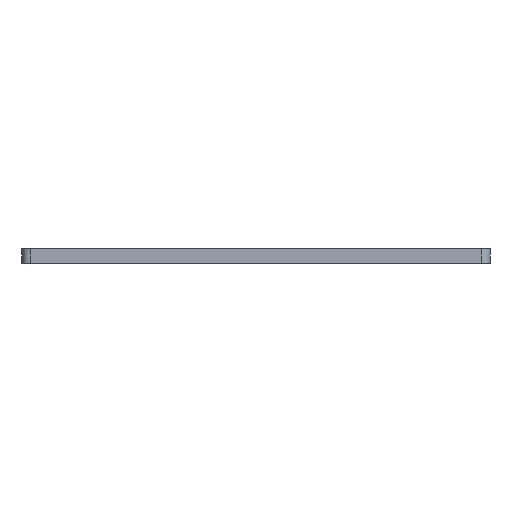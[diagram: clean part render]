
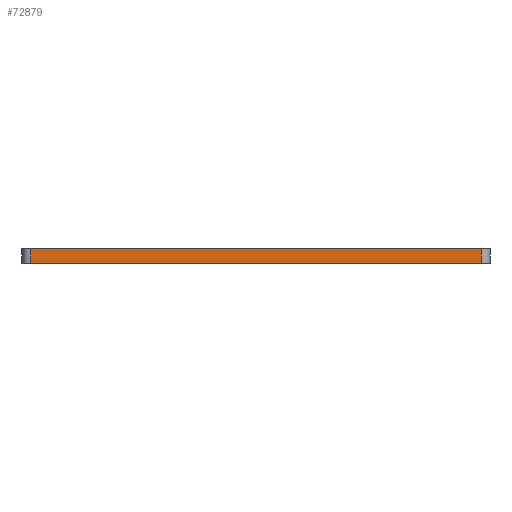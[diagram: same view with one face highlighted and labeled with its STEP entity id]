
A CAD part, left-side view. The second image highlights one B-rep face of the part: STEP entity #72879.
In plain terms, the highlighted planar face has unit normal (-1, 0, 0).
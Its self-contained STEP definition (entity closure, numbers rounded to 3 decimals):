
#1067=PLANE('',#73080);
#4825=FACE_OUTER_BOUND('',#9454,.T.);
#9454=EDGE_LOOP('',(#65523,#65524,#65525,#65526));
#10119=LINE('',#86160,#14118);
#10133=LINE('',#102764,#14132);
#13454=LINE('',#149125,#17453);
#13455=LINE('',#149127,#17454);
#14118=VECTOR('',#74060,10.);
#14132=VECTOR('',#74100,10.);
#17453=VECTOR('',#77445,10.);
#17454=VECTOR('',#77448,10.);
#25414=VERTEX_POINT('',#86154);
#25415=VERTEX_POINT('',#86159);
#28743=VERTEX_POINT('',#102758);
#28744=VERTEX_POINT('',#102763);
#33254=EDGE_CURVE('',#25414,#25415,#10119,.T.);
#36583=EDGE_CURVE('',#28743,#28744,#10133,.T.);
#43216=EDGE_CURVE('',#28743,#25415,#13454,.T.);
#43217=EDGE_CURVE('',#28744,#25414,#13455,.T.);
#65523=ORIENTED_EDGE('',*,*,#43216,.T.);
#65524=ORIENTED_EDGE('',*,*,#33254,.F.);
#65525=ORIENTED_EDGE('',*,*,#43217,.F.);
#65526=ORIENTED_EDGE('',*,*,#36583,.F.);
#72879=ADVANCED_FACE('',(#4825),#1067,.T.);
#73080=AXIS2_PLACEMENT_3D('',#149126,#77446,#77447);
#74060=DIRECTION('',(0.,-1.,0.));
#74100=DIRECTION('',(0.,1.,0.));
#77445=DIRECTION('',(0.,0.,1.));
#77446=DIRECTION('center_axis',(-1.,0.,0.));
#77447=DIRECTION('ref_axis',(0.,-1.,0.));
#77448=DIRECTION('',(0.,0.,1.));
#86154=CARTESIAN_POINT('',(-34.29,25.67,0.8));
#86159=CARTESIAN_POINT('',(-34.29,-25.67,0.8));
#86160=CARTESIAN_POINT('',(-34.29,-25.67,0.8));
#102758=CARTESIAN_POINT('',(-34.29,-25.67,-0.8));
#102763=CARTESIAN_POINT('',(-34.29,25.67,-0.8));
#102764=CARTESIAN_POINT('',(-34.29,-25.67,-0.8));
#149125=CARTESIAN_POINT('',(-34.29,-25.67,0.));
#149126=CARTESIAN_POINT('Origin',(-34.29,25.67,0.));
#149127=CARTESIAN_POINT('',(-34.29,25.67,0.));
